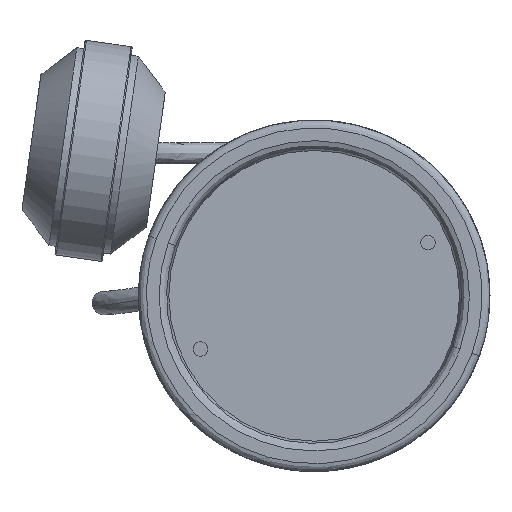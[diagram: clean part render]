
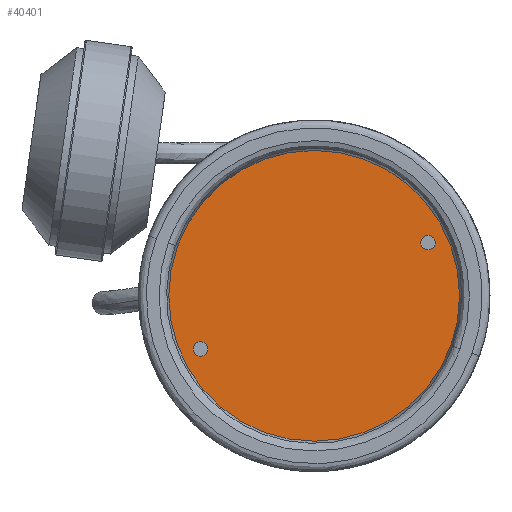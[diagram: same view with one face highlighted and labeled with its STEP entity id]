
A CAD part, front view. The second image highlights one B-rep face of the part: STEP entity #40401.
In plain terms, the highlighted planar face has unit normal (0, -1, 0).
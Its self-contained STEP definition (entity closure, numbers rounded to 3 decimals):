
#398 = DIRECTION ( 'NONE',  ( 0., -1., 0. ) ) ;
#2677 = CARTESIAN_POINT ( 'NONE',  ( -36.338, 5.2, -33.588 ) ) ;
#3599 = CARTESIAN_POINT ( 'NONE',  ( 30.838, 5.2, 33.588 ) ) ;
#4507 = AXIS2_PLACEMENT_3D ( 'NONE', #74600, #14288, #15150 ) ;
#5837 = AXIS2_PLACEMENT_3D ( 'NONE', #75984, #77768, #9004 ) ;
#6024 = DIRECTION ( 'NONE',  ( 1., 0., 0. ) ) ;
#6072 = CIRCLE ( 'NONE', #11741, 55. ) ;
#6140 = CIRCLE ( 'NONE', #75521, 2.75 ) ;
#6969 = VERTEX_POINT ( 'NONE', #2677 ) ;
#7500 = CARTESIAN_POINT ( 'NONE',  ( 33.588, 5.2, 33.588 ) ) ;
#9004 = DIRECTION ( 'NONE',  ( 0., 0., -1. ) ) ;
#9666 = CIRCLE ( 'NONE', #49285, 2.75 ) ;
#11741 = AXIS2_PLACEMENT_3D ( 'NONE', #39710, #39285, #60050 ) ;
#14288 = DIRECTION ( 'NONE',  ( 0., -1., 0. ) ) ;
#15150 = DIRECTION ( 'NONE',  ( 1., 0., 0. ) ) ;
#24440 = CARTESIAN_POINT ( 'NONE',  ( -30.838, 5.2, -33.588 ) ) ;
#24662 = EDGE_CURVE ( 'NONE', #77604, #49180, #25679, .T. ) ;
#25679 = CIRCLE ( 'NONE', #5837, 55. ) ;
#26008 = EDGE_CURVE ( 'NONE', #6969, #50999, #44233, .T. ) ;
#26332 = VERTEX_POINT ( 'NONE', #3599 ) ;
#27714 = VERTEX_POINT ( 'NONE', #85171 ) ;
#27955 = EDGE_CURVE ( 'NONE', #49180, #77604, #6072, .T. ) ;
#28342 = DIRECTION ( 'NONE',  ( 1., 0., 0. ) ) ;
#29132 = DIRECTION ( 'NONE',  ( 1., 0., 0. ) ) ;
#30076 = DIRECTION ( 'NONE',  ( 0., 1., 0. ) ) ;
#30108 = ORIENTED_EDGE ( 'NONE', *, *, #52864, .F. ) ;
#36237 = CARTESIAN_POINT ( 'NONE',  ( -33.588, 5.2, -33.588 ) ) ;
#36307 = FACE_BOUND ( 'NONE', #82931, .T. ) ;
#36753 = DIRECTION ( 'NONE',  ( 0., 0., 1. ) ) ;
#39285 = DIRECTION ( 'NONE',  ( 0., -1., 0. ) ) ;
#39710 = CARTESIAN_POINT ( 'NONE',  ( 0., 5.2, 0. ) ) ;
#40401 = ADVANCED_FACE ( 'NONE', ( #36307, #63321, #42078 ), #69105, .F. ) ;
#41709 = EDGE_LOOP ( 'NONE', ( #72710, #49429 ) ) ;
#42078 = FACE_OUTER_BOUND ( 'NONE', #41709, .T. ) ;
#44233 = CIRCLE ( 'NONE', #4507, 2.75 ) ;
#47272 = CARTESIAN_POINT ( 'NONE',  ( 33.588, 5.2, 33.588 ) ) ;
#49180 = VERTEX_POINT ( 'NONE', #50581 ) ;
#49285 = AXIS2_PLACEMENT_3D ( 'NONE', #47272, #60997, #6024 ) ;
#49429 = ORIENTED_EDGE ( 'NONE', *, *, #24662, .T. ) ;
#50325 = CIRCLE ( 'NONE', #55784, 2.75 ) ;
#50581 = CARTESIAN_POINT ( 'NONE',  ( 0., 5.2, -55. ) ) ;
#50999 = VERTEX_POINT ( 'NONE', #24440 ) ;
#52864 = EDGE_CURVE ( 'NONE', #50999, #6969, #6140, .T. ) ;
#55407 = CARTESIAN_POINT ( 'NONE',  ( 0., 5.2, 55. ) ) ;
#55784 = AXIS2_PLACEMENT_3D ( 'NONE', #7500, #398, #28342 ) ;
#58073 = EDGE_LOOP ( 'NONE', ( #30108, #86129 ) ) ;
#58724 = ORIENTED_EDGE ( 'NONE', *, *, #75210, .F. ) ;
#60050 = DIRECTION ( 'NONE',  ( 0., 0., -1. ) ) ;
#60997 = DIRECTION ( 'NONE',  ( 0., -1., 0. ) ) ;
#63321 = FACE_BOUND ( 'NONE', #58073, .T. ) ;
#68823 = ORIENTED_EDGE ( 'NONE', *, *, #83087, .F. ) ;
#69105 = PLANE ( 'NONE',  #83187 ) ;
#72710 = ORIENTED_EDGE ( 'NONE', *, *, #27955, .T. ) ;
#74600 = CARTESIAN_POINT ( 'NONE',  ( -33.588, 5.2, -33.588 ) ) ;
#75210 = EDGE_CURVE ( 'NONE', #26332, #27714, #50325, .T. ) ;
#75521 = AXIS2_PLACEMENT_3D ( 'NONE', #36237, #77013, #29132 ) ;
#75984 = CARTESIAN_POINT ( 'NONE',  ( 0., 5.2, 0. ) ) ;
#77013 = DIRECTION ( 'NONE',  ( 0., -1., 0. ) ) ;
#77604 = VERTEX_POINT ( 'NONE', #55407 ) ;
#77768 = DIRECTION ( 'NONE',  ( 0., -1., 0. ) ) ;
#82931 = EDGE_LOOP ( 'NONE', ( #68823, #58724 ) ) ;
#83087 = EDGE_CURVE ( 'NONE', #27714, #26332, #9666, .T. ) ;
#83187 = AXIS2_PLACEMENT_3D ( 'NONE', #83746, #30076, #36753 ) ;
#83746 = CARTESIAN_POINT ( 'NONE',  ( -110., 5.2, -110. ) ) ;
#85171 = CARTESIAN_POINT ( 'NONE',  ( 36.338, 5.2, 33.588 ) ) ;
#86129 = ORIENTED_EDGE ( 'NONE', *, *, #26008, .F. ) ;
